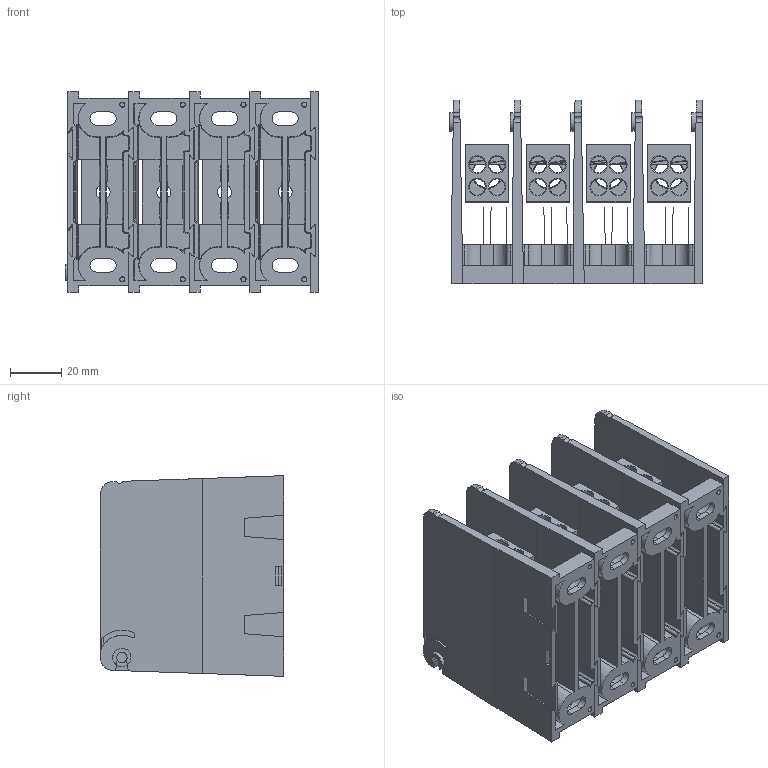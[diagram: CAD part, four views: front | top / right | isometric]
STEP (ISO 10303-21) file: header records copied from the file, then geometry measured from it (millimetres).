
FILE_DESCRIPTION (( 'STEP AP214' ), '1' );
FILE_NAME ('701871_4P_revA.STEP', '2014-02-15T12:54:11', ( '' ), ( '' ), 'SwSTEP 2.0', 'SolidWorks 2013', '' );
FILE_SCHEMA (( 'AUTOMOTIVE_DESIGN' ));
Length unit declared in the file: inch
Products named in the file (1): 701871_4P_revA
Bounding box: 98.41 x 71.37 x 78.11 mm (x, y, z)
Surface area: 100367.3 mm2 (no closed solid volume)
Topology: 0 solids, 33 shells, 627 faces, 2311 edges, 1690 vertices
Faces by surface type: plane 357, cylinder 204, cone 66
Full cylindrical faces by diameter (mm): 4.064 x1, 5.41 x8, 6.35 x20, 7.112 x1, 11.125 x4
Entity records: 44125 total; most frequent: CARTESIAN_POINT 17838, ORIENTED_EDGE 3576, DIRECTION 3330, EDGE_CURVE 2207, VERTEX_POINT 1662, LINE 1446, VECTOR 1446, AXIS2_PLACEMENT_3D 942
